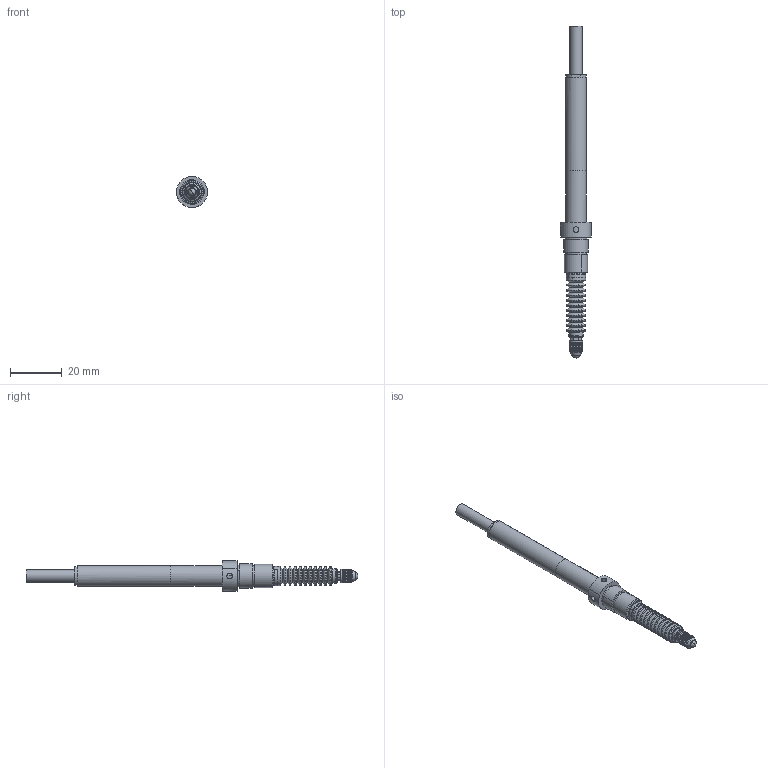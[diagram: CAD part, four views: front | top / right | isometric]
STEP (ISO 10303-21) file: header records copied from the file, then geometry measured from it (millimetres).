
FILE_DESCRIPTION(('CATIA V5 STEP'),'2;1');
FILE_NAME('812SFR.stp','2017-08-29T01:20:45+00:00',('none'),('none'),'CATIA Version 5 Release 19 SP 6 (IN-10)','CATIA V5 STEP AP214','none');
FILE_SCHEMA(('AUTOMOTIVE_DESIGN { 1 0 10303 214 1 1 1 1 }'));
Length unit declared in the file: millimetre
Products named in the file (1): 812SFR
Bounding box: 12 x 128.5 x 12 mm (x, y, z)
Volume: 5598 mm3; surface area: 3643.3 mm2
Topology: 1 solids, 1 shells, 369 faces, 903 edges, 553 vertices
Faces by surface type: cylinder 136, torus 96, plane 75, cone 60, sphere 2
Entity records: 11050 total; most frequent: CARTESIAN_POINT 3151, ORIENTED_EDGE 1802, DIRECTION 1282, EDGE_CURVE 901, AXIS2_PLACEMENT_3D 685, VERTEX_POINT 553, EDGE_LOOP 390, ADVANCED_FACE 369
